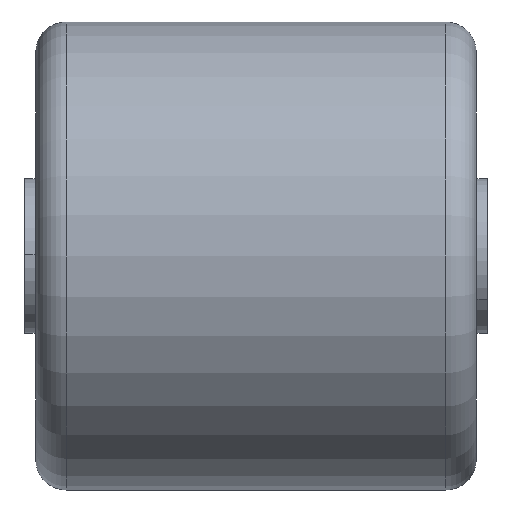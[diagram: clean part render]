
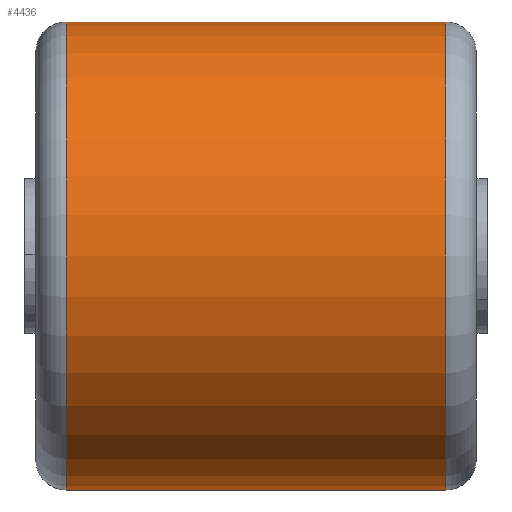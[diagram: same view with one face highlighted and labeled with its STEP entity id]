
A CAD part, front view. The second image highlights one B-rep face of the part: STEP entity #4436.
In plain terms, the highlighted cylindrical face has radius 42.5 mm (diameter 85 mm), a partial arc.
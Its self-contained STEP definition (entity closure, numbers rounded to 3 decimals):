
#290 = DIRECTION ( 'NONE',  ( -1., 0., 0. ) ) ;
#485 = CARTESIAN_POINT ( 'NONE',  ( -34.5, 0., 291.987 ) ) ;
#530 = CARTESIAN_POINT ( 'NONE',  ( 34.5, 0., 249.487 ) ) ;
#881 = CARTESIAN_POINT ( 'NONE',  ( -57.637, 0., 249.487 ) ) ;
#1157 = VERTEX_POINT ( 'NONE', #4499 ) ;
#1178 = VERTEX_POINT ( 'NONE', #4937 ) ;
#1357 = DIRECTION ( 'NONE',  ( -1., 0., 0. ) ) ;
#1486 = AXIS2_PLACEMENT_3D ( 'NONE', #1980, #290, #1632 ) ;
#1632 = DIRECTION ( 'NONE',  ( 0., 0., 1. ) ) ;
#1739 = LINE ( 'NONE', #3060, #3961 ) ;
#1857 = CIRCLE ( 'NONE', #3865, 42.5 ) ;
#1975 = FACE_OUTER_BOUND ( 'NONE', #4085, .T. ) ;
#1980 = CARTESIAN_POINT ( 'NONE',  ( -57.637, 0., 291.987 ) ) ;
#2036 = CYLINDRICAL_SURFACE ( 'NONE', #1486, 42.5 ) ;
#2137 = EDGE_CURVE ( 'NONE', #2175, #1178, #4105, .T. ) ;
#2175 = VERTEX_POINT ( 'NONE', #4948 ) ;
#2199 = DIRECTION ( 'NONE',  ( -1., 0., 0. ) ) ;
#2436 = DIRECTION ( 'NONE',  ( 0., 0., 1. ) ) ;
#2861 = CARTESIAN_POINT ( 'NONE',  ( 34.5, 0., 291.987 ) ) ;
#2940 = EDGE_CURVE ( 'NONE', #5507, #1178, #5386, .T. ) ;
#3006 = VECTOR ( 'NONE', #1357, 1000. ) ;
#3060 = CARTESIAN_POINT ( 'NONE',  ( -57.637, 0., 334.487 ) ) ;
#3290 = DIRECTION ( 'NONE',  ( -1., 0., 0. ) ) ;
#3366 = AXIS2_PLACEMENT_3D ( 'NONE', #485, #3490, #4357 ) ;
#3490 = DIRECTION ( 'NONE',  ( 1., 0., 0. ) ) ;
#3865 = AXIS2_PLACEMENT_3D ( 'NONE', #2861, #3290, #2436 ) ;
#3961 = VECTOR ( 'NONE', #2199, 1000. ) ;
#4073 = ORIENTED_EDGE ( 'NONE', *, *, #2137, .T. ) ;
#4085 = EDGE_LOOP ( 'NONE', ( #4179, #4138, #5492, #4073 ) ) ;
#4105 = CIRCLE ( 'NONE', #3366, 42.5 ) ;
#4138 = ORIENTED_EDGE ( 'NONE', *, *, #5185, .T. ) ;
#4179 = ORIENTED_EDGE ( 'NONE', *, *, #2940, .F. ) ;
#4357 = DIRECTION ( 'NONE',  ( 0., 0., -1. ) ) ;
#4436 = ADVANCED_FACE ( 'NONE', ( #1975 ), #2036, .T. ) ;
#4499 = CARTESIAN_POINT ( 'NONE',  ( 34.5, 0., 334.487 ) ) ;
#4937 = CARTESIAN_POINT ( 'NONE',  ( -34.5, 0., 249.487 ) ) ;
#4948 = CARTESIAN_POINT ( 'NONE',  ( -34.5, 0., 334.487 ) ) ;
#5185 = EDGE_CURVE ( 'NONE', #5507, #1157, #1857, .T. ) ;
#5386 = LINE ( 'NONE', #881, #3006 ) ;
#5402 = EDGE_CURVE ( 'NONE', #1157, #2175, #1739, .T. ) ;
#5492 = ORIENTED_EDGE ( 'NONE', *, *, #5402, .T. ) ;
#5507 = VERTEX_POINT ( 'NONE', #530 ) ;
